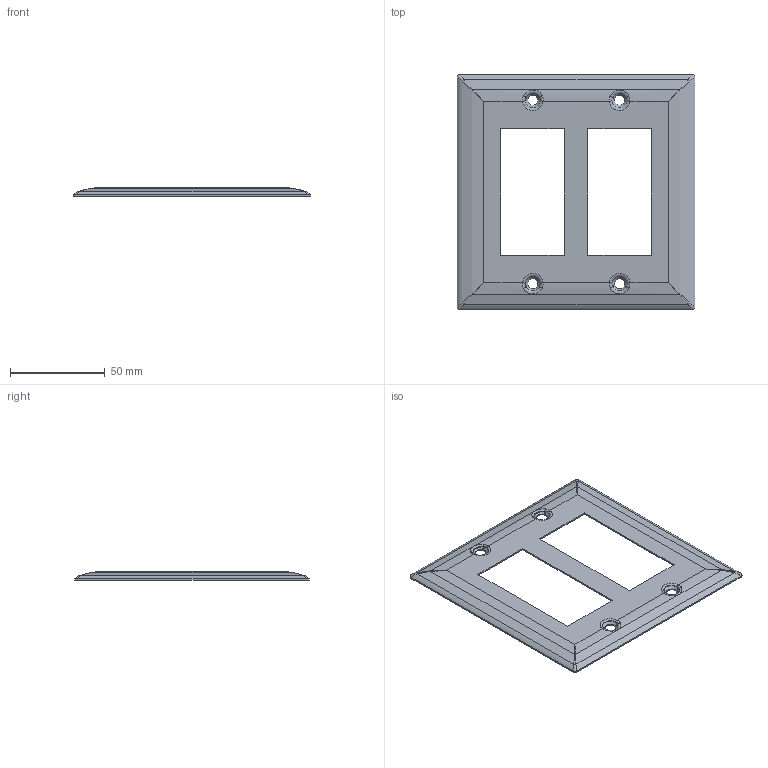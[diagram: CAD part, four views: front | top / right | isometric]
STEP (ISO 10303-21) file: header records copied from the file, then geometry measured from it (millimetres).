
FILE_DESCRIPTION (( 'STEP AP203' ), '1' );
FILE_NAME ('ORC6433-M01.STEP', '2025-06-10T15:13:41', ( '' ), ( '' ), 'SwSTEP 2.0', 'SolidWorks 2024', '' );
FILE_SCHEMA (( 'CONFIG_CONTROL_DESIGN' ));
Length unit declared in the file: inch
Products named in the file (1): ORC6433-M01
Bounding box: 125.45 x 123.82 x 4.51 mm (x, y, z)
Volume: 8278 mm3; surface area: 23473.5 mm2
Topology: 1 solids, 1 shells, 114 faces, 312 edges, 188 vertices
Faces by surface type: bspline 74, cylinder 22, plane 18
Entity records: 10308 total; most frequent: CARTESIAN_POINT 8035, ORIENTED_EDGE 608, EDGE_CURVE 304, DIRECTION 234, VERTEX_POINT 188, B_SPLINE_CURVE_WITH_KNOTS 181, EDGE_LOOP 122, ADVANCED_FACE 114
